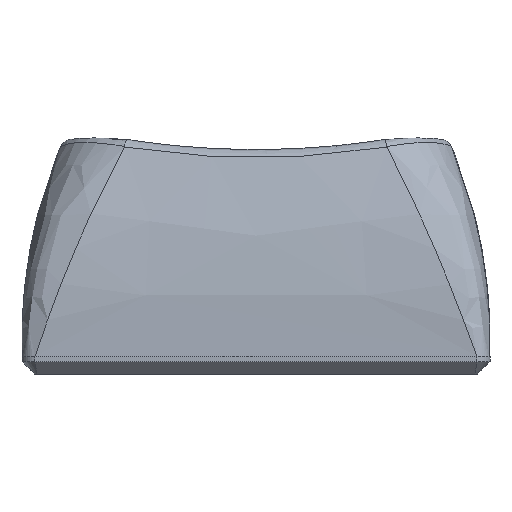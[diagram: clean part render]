
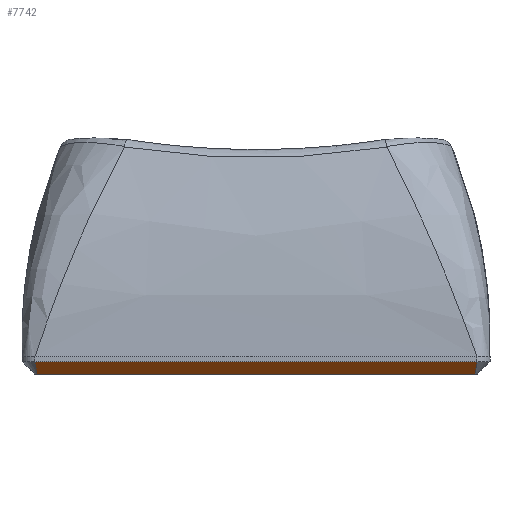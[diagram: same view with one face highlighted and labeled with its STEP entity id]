
A CAD part, front view. The second image highlights one B-rep face of the part: STEP entity #7742.
In plain terms, the highlighted planar face has unit normal (0, -0.707, -0.707).
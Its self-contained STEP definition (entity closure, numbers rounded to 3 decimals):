
#720 = PLANE('',#721);
#721 = AXIS2_PLACEMENT_3D('',#722,#723,#724);
#722 = CARTESIAN_POINT('',(-8.5,-9.,0.672));
#723 = DIRECTION('',(0.,-1.,0.));
#724 = DIRECTION('',(1.,0.,0.));
#1973 = VERTEX_POINT('',#1974);
#1974 = CARTESIAN_POINT('',(-8.5,-9.,0.48));
#2000 = EDGE_CURVE('',#1973,#2001,#2003,.T.);
#2001 = VERTEX_POINT('',#2002);
#2002 = CARTESIAN_POINT('',(8.5,-9.,0.48));
#2003 = SURFACE_CURVE('',#2004,(#2008,#2015),.PCURVE_S1.);
#2004 = LINE('',#2005,#2006);
#2005 = CARTESIAN_POINT('',(-8.5,-9.,0.48));
#2006 = VECTOR('',#2007,1.);
#2007 = DIRECTION('',(1.,0.,0.));
#2008 = PCURVE('',#720,#2009);
#2009 = DEFINITIONAL_REPRESENTATION('',(#2010),#2014);
#2010 = LINE('',#2011,#2012);
#2011 = CARTESIAN_POINT('',(0.,-0.192));
#2012 = VECTOR('',#2013,1.);
#2013 = DIRECTION('',(1.,0.));
#2014 = ( GEOMETRIC_REPRESENTATION_CONTEXT(2) 
PARAMETRIC_REPRESENTATION_CONTEXT() REPRESENTATION_CONTEXT('2D SPACE',''
  ) );
#2015 = PCURVE('',#2016,#2021);
#2016 = PLANE('',#2017);
#2017 = AXIS2_PLACEMENT_3D('',#2018,#2019,#2020);
#2018 = CARTESIAN_POINT('',(-8.5,-8.76,0.24));
#2019 = DIRECTION('',(0.,0.707,0.707)
  );
#2020 = DIRECTION('',(1.,0.,0.));
#2021 = DEFINITIONAL_REPRESENTATION('',(#2022),#2026);
#2022 = LINE('',#2023,#2024);
#2023 = CARTESIAN_POINT('',(0.,-0.339));
#2024 = VECTOR('',#2025,1.);
#2025 = DIRECTION('',(1.,0.));
#2026 = ( GEOMETRIC_REPRESENTATION_CONTEXT(2) 
PARAMETRIC_REPRESENTATION_CONTEXT() REPRESENTATION_CONTEXT('2D SPACE',''
  ) );
#3188 = CONICAL_SURFACE('',#3189,0.7,0.785);
#3189 = AXIS2_PLACEMENT_3D('',#3190,#3191,#3192);
#3190 = CARTESIAN_POINT('',(8.323,-8.323,0.48));
#3191 = DIRECTION('',(-0.,-0.,1.));
#3192 = DIRECTION('',(0.967,-0.253,0.));
#7742 = ADVANCED_FACE('',(#7743),#2016,.F.);
#7743 = FACE_BOUND('',#7744,.F.);
#7744 = EDGE_LOOP('',(#7745,#7780,#7781,#7811));
#7745 = ORIENTED_EDGE('',*,*,#7746,.F.);
#7746 = EDGE_CURVE('',#1973,#7747,#7749,.T.);
#7747 = VERTEX_POINT('',#7748);
#7748 = CARTESIAN_POINT('',(-8.42,-8.52,0.));
#7749 = SURFACE_CURVE('',#7750,(#7755,#7762),.PCURVE_S1.);
#7750 = PARABOLA('',#7751,0.008);
#7751 = AXIS2_PLACEMENT_3D('',#7752,#7753,#7754);
#7752 = CARTESIAN_POINT('',(-8.323,-8.311,
    -0.209));
#7753 = DIRECTION('',(0.,0.707,0.707)
  );
#7754 = DIRECTION('',(0.,-0.707,0.707)
  );
#7755 = PCURVE('',#2016,#7756);
#7756 = DEFINITIONAL_REPRESENTATION('',(#7757),#7761);
#7757 = B_SPLINE_CURVE_WITH_KNOTS('',2,(#7758,#7759,#7760),
  .UNSPECIFIED.,.F.,.F.,(3,3),(-0.177,-0.098),
  .PIECEWISE_BEZIER_KNOTS.);
#7758 = CARTESIAN_POINT('',(0.,-0.339));
#7759 = CARTESIAN_POINT('',(0.04,0.098));
#7760 = CARTESIAN_POINT('',(0.08,0.339));
#7761 = ( GEOMETRIC_REPRESENTATION_CONTEXT(2) 
PARAMETRIC_REPRESENTATION_CONTEXT() REPRESENTATION_CONTEXT('2D SPACE',''
  ) );
#7762 = PCURVE('',#7763,#7768);
#7763 = CONICAL_SURFACE('',#7764,0.7,0.785);
#7764 = AXIS2_PLACEMENT_3D('',#7765,#7766,#7767);
#7765 = CARTESIAN_POINT('',(-8.323,-8.323,0.48));
#7766 = DIRECTION('',(-0.,-0.,1.));
#7767 = DIRECTION('',(-0.253,-0.967,-0.));
#7768 = DEFINITIONAL_REPRESENTATION('',(#7769),#7779);
#7769 = B_SPLINE_CURVE_WITH_KNOTS('',8,(#7770,#7771,#7772,#7773,#7774,
    #7775,#7776,#7777,#7778),.UNSPECIFIED.,.F.,.F.,(9,9),(
    -0.177,-0.098),.PIECEWISE_BEZIER_KNOTS.);
#7770 = CARTESIAN_POINT('',(0.,0.));
#7771 = CARTESIAN_POINT('',(-0.014,-0.077));
#7772 = CARTESIAN_POINT('',(-0.03,-0.15));
#7773 = CARTESIAN_POINT('',(-0.048,-0.217));
#7774 = CARTESIAN_POINT('',(-0.069,-0.28));
#7775 = CARTESIAN_POINT('',(-0.094,-0.337));
#7776 = CARTESIAN_POINT('',(-0.123,-0.39));
#7777 = CARTESIAN_POINT('',(-0.158,-0.437));
#7778 = CARTESIAN_POINT('',(-0.203,-0.48));
#7779 = ( GEOMETRIC_REPRESENTATION_CONTEXT(2) 
PARAMETRIC_REPRESENTATION_CONTEXT() REPRESENTATION_CONTEXT('2D SPACE',''
  ) );
#7780 = ORIENTED_EDGE('',*,*,#2000,.T.);
#7781 = ORIENTED_EDGE('',*,*,#7782,.T.);
#7782 = EDGE_CURVE('',#2001,#7783,#7785,.T.);
#7783 = VERTEX_POINT('',#7784);
#7784 = CARTESIAN_POINT('',(8.42,-8.52,0.));
#7785 = SURFACE_CURVE('',#7786,(#7791,#7798),.PCURVE_S1.);
#7786 = PARABOLA('',#7787,0.008);
#7787 = AXIS2_PLACEMENT_3D('',#7788,#7789,#7790);
#7788 = CARTESIAN_POINT('',(8.323,-8.311,
    -0.209));
#7789 = DIRECTION('',(0.,-0.707,-0.707
    ));
#7790 = DIRECTION('',(0.,-0.707,0.707)
  );
#7791 = PCURVE('',#2016,#7792);
#7792 = DEFINITIONAL_REPRESENTATION('',(#7793),#7797);
#7793 = B_SPLINE_CURVE_WITH_KNOTS('',2,(#7794,#7795,#7796),
  .UNSPECIFIED.,.F.,.F.,(3,3),(-0.177,-0.098),
  .PIECEWISE_BEZIER_KNOTS.);
#7794 = CARTESIAN_POINT('',(17.,-0.339));
#7795 = CARTESIAN_POINT('',(16.96,0.098));
#7796 = CARTESIAN_POINT('',(16.92,0.339));
#7797 = ( GEOMETRIC_REPRESENTATION_CONTEXT(2) 
PARAMETRIC_REPRESENTATION_CONTEXT() REPRESENTATION_CONTEXT('2D SPACE',''
  ) );
#7798 = PCURVE('',#3188,#7799);
#7799 = DEFINITIONAL_REPRESENTATION('',(#7800),#7810);
#7800 = B_SPLINE_CURVE_WITH_KNOTS('',8,(#7801,#7802,#7803,#7804,#7805,
    #7806,#7807,#7808,#7809),.UNSPECIFIED.,.F.,.F.,(9,9),(
    -0.177,-0.098),.PIECEWISE_BEZIER_KNOTS.);
#7801 = CARTESIAN_POINT('',(-1.059,0.));
#7802 = CARTESIAN_POINT('',(-1.045,-0.077));
#7803 = CARTESIAN_POINT('',(-1.029,-0.15));
#7804 = CARTESIAN_POINT('',(-1.01,-0.217));
#7805 = CARTESIAN_POINT('',(-0.99,-0.28));
#7806 = CARTESIAN_POINT('',(-0.965,-0.337));
#7807 = CARTESIAN_POINT('',(-0.936,-0.39));
#7808 = CARTESIAN_POINT('',(-0.901,-0.437));
#7809 = CARTESIAN_POINT('',(-0.856,-0.48));
#7810 = ( GEOMETRIC_REPRESENTATION_CONTEXT(2) 
PARAMETRIC_REPRESENTATION_CONTEXT() REPRESENTATION_CONTEXT('2D SPACE',''
  ) );
#7811 = ORIENTED_EDGE('',*,*,#7812,.F.);
#7812 = EDGE_CURVE('',#7747,#7783,#7813,.T.);
#7813 = SURFACE_CURVE('',#7814,(#7818,#7825),.PCURVE_S1.);
#7814 = LINE('',#7815,#7816);
#7815 = CARTESIAN_POINT('',(-8.5,-8.52,0.));
#7816 = VECTOR('',#7817,1.);
#7817 = DIRECTION('',(1.,0.,0.));
#7818 = PCURVE('',#2016,#7819);
#7819 = DEFINITIONAL_REPRESENTATION('',(#7820),#7824);
#7820 = LINE('',#7821,#7822);
#7821 = CARTESIAN_POINT('',(0.,0.339));
#7822 = VECTOR('',#7823,1.);
#7823 = DIRECTION('',(1.,0.));
#7824 = ( GEOMETRIC_REPRESENTATION_CONTEXT(2) 
PARAMETRIC_REPRESENTATION_CONTEXT() REPRESENTATION_CONTEXT('2D SPACE',''
  ) );
#7825 = PCURVE('',#7826,#7831);
#7826 = PLANE('',#7827);
#7827 = AXIS2_PLACEMENT_3D('',#7828,#7829,#7830);
#7828 = CARTESIAN_POINT('',(8.5,9.,0.));
#7829 = DIRECTION('',(0.,0.,-1.));
#7830 = DIRECTION('',(-1.,0.,0.));
#7831 = DEFINITIONAL_REPRESENTATION('',(#7832),#7836);
#7832 = LINE('',#7833,#7834);
#7833 = CARTESIAN_POINT('',(17.,-17.52));
#7834 = VECTOR('',#7835,1.);
#7835 = DIRECTION('',(-1.,0.));
#7836 = ( GEOMETRIC_REPRESENTATION_CONTEXT(2) 
PARAMETRIC_REPRESENTATION_CONTEXT() REPRESENTATION_CONTEXT('2D SPACE',''
  ) );
